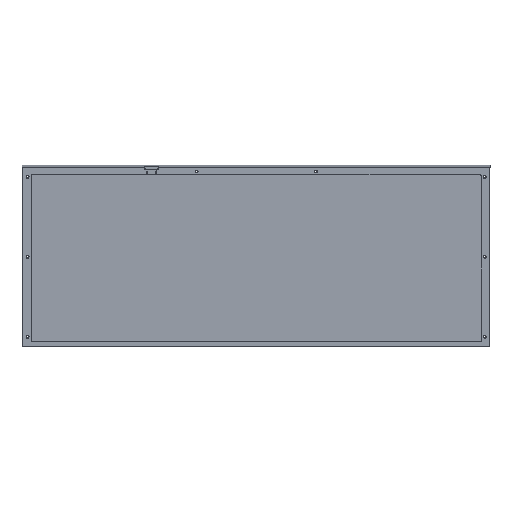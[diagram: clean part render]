
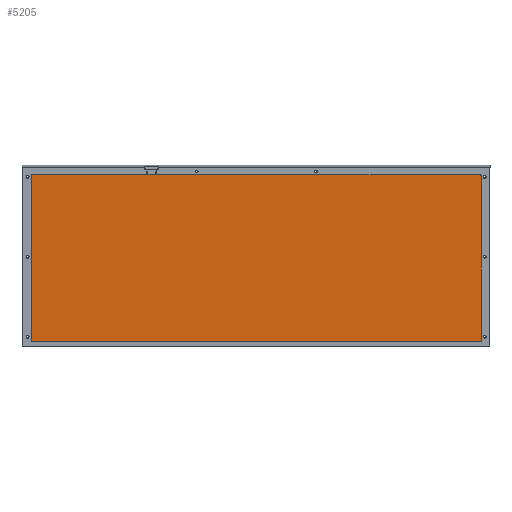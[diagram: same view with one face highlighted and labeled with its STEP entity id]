
A CAD part, top view. The second image highlights one B-rep face of the part: STEP entity #5205.
In plain terms, the highlighted planar face has unit normal (0, -0.071, 0.998).
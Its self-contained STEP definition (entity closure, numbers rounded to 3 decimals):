
#55=PLANE('',#5524);
#96=ELLIPSE('',#5525,1.,1.);
#97=ELLIPSE('',#5526,1.,1.);
#98=ELLIPSE('',#5527,1.,1.);
#99=ELLIPSE('',#5528,1.,1.);
#320=FACE_OUTER_BOUND('',#602,.T.);
#602=EDGE_LOOP('',(#3928,#3929,#3930,#3931,#3932,#3933,#3934,#3935));
#1405=LINE('',#13487,#1695);
#1406=LINE('',#13491,#1696);
#1407=LINE('',#13495,#1697);
#1408=LINE('',#13499,#1698);
#1695=VECTOR('',#6289,10.);
#1696=VECTOR('',#6292,10.);
#1697=VECTOR('',#6295,10.);
#1698=VECTOR('',#6298,10.);
#2244=VERTEX_POINT('',#13485);
#2245=VERTEX_POINT('',#13486);
#2246=VERTEX_POINT('',#13488);
#2247=VERTEX_POINT('',#13490);
#2248=VERTEX_POINT('',#13492);
#2249=VERTEX_POINT('',#13494);
#2250=VERTEX_POINT('',#13496);
#2251=VERTEX_POINT('',#13498);
#2950=EDGE_CURVE('',#2244,#2245,#1405,.T.);
#2951=EDGE_CURVE('',#2245,#2246,#96,.T.);
#2952=EDGE_CURVE('',#2246,#2247,#1406,.T.);
#2953=EDGE_CURVE('',#2247,#2248,#97,.T.);
#2954=EDGE_CURVE('',#2249,#2248,#1407,.T.);
#2955=EDGE_CURVE('',#2249,#2250,#98,.T.);
#2956=EDGE_CURVE('',#2250,#2251,#1408,.T.);
#2957=EDGE_CURVE('',#2251,#2244,#99,.T.);
#3928=ORIENTED_EDGE('',*,*,#2950,.T.);
#3929=ORIENTED_EDGE('',*,*,#2951,.T.);
#3930=ORIENTED_EDGE('',*,*,#2952,.T.);
#3931=ORIENTED_EDGE('',*,*,#2953,.T.);
#3932=ORIENTED_EDGE('',*,*,#2954,.F.);
#3933=ORIENTED_EDGE('',*,*,#2955,.T.);
#3934=ORIENTED_EDGE('',*,*,#2956,.T.);
#3935=ORIENTED_EDGE('',*,*,#2957,.T.);
#5205=ADVANCED_FACE('',(#320),#55,.T.);
#5524=AXIS2_PLACEMENT_3D('',#13484,#6287,#6288);
#5525=AXIS2_PLACEMENT_3D('',#13489,#6290,#6291);
#5526=AXIS2_PLACEMENT_3D('',#13493,#6293,#6294);
#5527=AXIS2_PLACEMENT_3D('',#13497,#6296,#6297);
#5528=AXIS2_PLACEMENT_3D('',#13500,#6299,#6300);
#6287=DIRECTION('center_axis',(0.,-0.071,
0.998));
#6288=DIRECTION('ref_axis',(1.,0.,0.));
#6289=DIRECTION('',(0.,0.998,0.071));
#6290=DIRECTION('center_axis',(0.,-0.071,
0.998));
#6291=DIRECTION('ref_axis',(0.,0.998,0.071));
#6292=DIRECTION('',(-1.,0.,0.));
#6293=DIRECTION('center_axis',(0.,-0.071,
0.998));
#6294=DIRECTION('ref_axis',(0.,0.998,0.071));
#6295=DIRECTION('',(0.,0.998,0.071));
#6296=DIRECTION('center_axis',(0.,-0.071,
0.998));
#6297=DIRECTION('ref_axis',(0.,-0.998,-0.071));
#6298=DIRECTION('',(1.,0.,0.));
#6299=DIRECTION('center_axis',(0.,-0.071,
0.998));
#6300=DIRECTION('ref_axis',(0.,-0.998,-0.071));
#13484=CARTESIAN_POINT('Origin',(-166.239,295.005,101.976));
#13485=CARTESIAN_POINT('',(254.631,310.401,103.066));
#13486=CARTESIAN_POINT('',(254.631,476.471,114.824));
#13487=CARTESIAN_POINT('',(254.631,353.044,106.085));
#13488=CARTESIAN_POINT('',(253.631,477.468,114.895));
#13489=CARTESIAN_POINT('Origin',(253.631,476.471,114.824));
#13490=CARTESIAN_POINT('',(-196.419,477.468,114.895));
#13491=CARTESIAN_POINT('',(-100.739,477.468,114.895));
#13492=CARTESIAN_POINT('',(-197.419,476.471,114.824));
#13493=CARTESIAN_POINT('Origin',(-196.419,476.471,114.824));
#13494=CARTESIAN_POINT('',(-197.419,310.739,103.09));
#13495=CARTESIAN_POINT('',(-197.419,305.543,102.722));
#13496=CARTESIAN_POINT('',(-196.419,309.741,103.019));
#13497=CARTESIAN_POINT('Origin',(-196.419,310.739,103.09));
#13498=CARTESIAN_POINT('',(253.69,309.741,103.019));
#13499=CARTESIAN_POINT('',(252.69,309.741,103.019));
#13500=CARTESIAN_POINT('Origin',(253.69,310.739,103.09));
